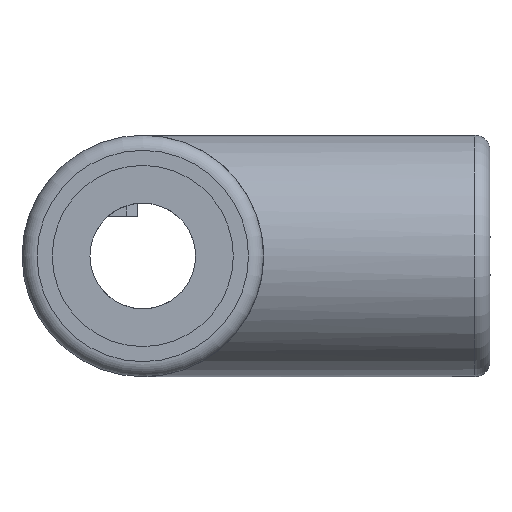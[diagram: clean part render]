
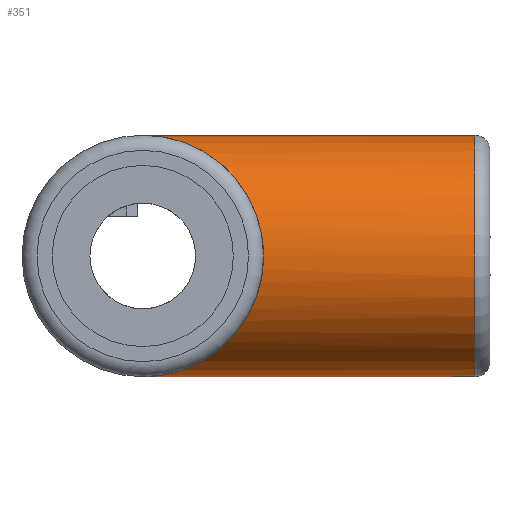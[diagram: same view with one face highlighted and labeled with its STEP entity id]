
A CAD part, front view. The second image highlights one B-rep face of the part: STEP entity #351.
In plain terms, the highlighted cylindrical face has radius 8 mm (diameter 16 mm), a full revolution.
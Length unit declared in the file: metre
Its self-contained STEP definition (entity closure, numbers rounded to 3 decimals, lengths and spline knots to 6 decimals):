
#64=ELLIPSE('',#386,0.011314,0.008);
#65=ELLIPSE('',#387,0.011314,0.008);
#93=ORIENTED_EDGE('',*,*,#170,.T.);
#94=ORIENTED_EDGE('',*,*,#154,.F.);
#95=ORIENTED_EDGE('',*,*,#153,.F.);
#153=EDGE_CURVE('',#194,#195,#64,.F.);
#154=EDGE_CURVE('',#195,#194,#65,.F.);
#170=EDGE_CURVE('',#211,#211,#239,.F.);
#194=VERTEX_POINT('',#563);
#195=VERTEX_POINT('',#564);
#211=VERTEX_POINT('',#606);
#239=CIRCLE('',#410,0.008);
#264=EDGE_LOOP('',(#93));
#265=EDGE_LOOP('',(#94,#95));
#309=FACE_BOUND('',#264,.T.);
#310=FACE_BOUND('',#265,.T.);
#340=CYLINDRICAL_SURFACE('',#409,0.008);
#351=ADVANCED_FACE('',(#309,#310),#340,.T.);
#386=AXIS2_PLACEMENT_3D('',#562,#444,#445);
#387=AXIS2_PLACEMENT_3D('',#565,#446,#447);
#409=AXIS2_PLACEMENT_3D('',#604,#492,#493);
#410=AXIS2_PLACEMENT_3D('',#605,#494,#495);
#444=DIRECTION('',(0.707,0.707,0.));
#445=DIRECTION('',(0.707,-0.707,0.));
#446=DIRECTION('',(0.707,-0.707,0.));
#447=DIRECTION('',(0.707,0.707,0.));
#492=DIRECTION('',(1.,0.,0.));
#493=DIRECTION('',(0.,1.,0.));
#494=DIRECTION('',(1.,0.,0.));
#495=DIRECTION('',(0.,1.,0.));
#562=CARTESIAN_POINT('',(-0.207135,0.101753,0.177032));
#563=CARTESIAN_POINT('',(-0.207135,0.101753,0.169032));
#564=CARTESIAN_POINT('',(-0.207135,0.101753,0.185032));
#565=CARTESIAN_POINT('',(-0.207135,0.101753,0.177032));
#604=CARTESIAN_POINT('',(-0.215137,0.101753,0.177032));
#605=CARTESIAN_POINT('',(-0.185135,0.101753,0.177032));
#606=CARTESIAN_POINT('',(-0.185135,0.109753,0.177032));
